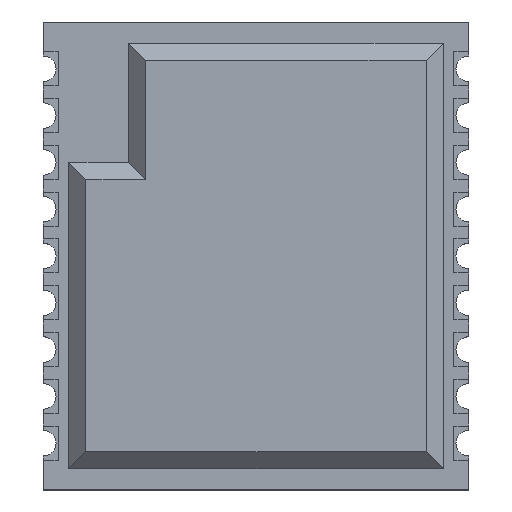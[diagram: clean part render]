
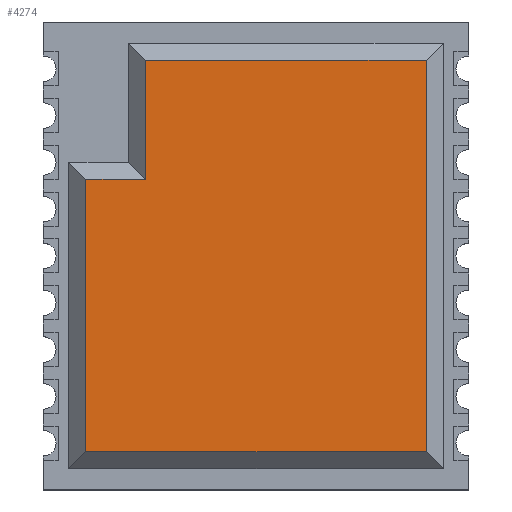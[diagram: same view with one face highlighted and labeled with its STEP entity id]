
A CAD part, top view. The second image highlights one B-rep face of the part: STEP entity #4274.
In plain terms, the highlighted planar face has unit normal (0, 0, 1).
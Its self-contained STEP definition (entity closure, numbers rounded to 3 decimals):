
#360=FACE_OUTER_BOUND('',#596,.T.);
#596=EDGE_LOOP('',(#3801,#3802,#3803,#3804,#3805,#3806));
#1117=LINE('',#6868,#1663);
#1121=LINE('',#6876,#1667);
#1124=LINE('',#6882,#1670);
#1127=LINE('',#6888,#1673);
#1131=LINE('',#6896,#1677);
#1134=LINE('',#6900,#1680);
#1663=VECTOR('',#5655,10.);
#1667=VECTOR('',#5661,10.);
#1670=VECTOR('',#5666,10.);
#1673=VECTOR('',#5671,10.);
#1677=VECTOR('',#5677,10.);
#1680=VECTOR('',#5682,10.);
#2061=VERTEX_POINT('',#6866);
#2062=VERTEX_POINT('',#6867);
#2065=VERTEX_POINT('',#6875);
#2067=VERTEX_POINT('',#6881);
#2069=VERTEX_POINT('',#6887);
#2072=VERTEX_POINT('',#6895);
#2631=EDGE_CURVE('',#2061,#2062,#1117,.T.);
#2635=EDGE_CURVE('',#2062,#2065,#1121,.T.);
#2638=EDGE_CURVE('',#2065,#2067,#1124,.T.);
#2641=EDGE_CURVE('',#2067,#2069,#1127,.T.);
#2645=EDGE_CURVE('',#2069,#2072,#1131,.T.);
#2648=EDGE_CURVE('',#2072,#2061,#1134,.T.);
#3801=ORIENTED_EDGE('',*,*,#2631,.F.);
#3802=ORIENTED_EDGE('',*,*,#2648,.F.);
#3803=ORIENTED_EDGE('',*,*,#2645,.F.);
#3804=ORIENTED_EDGE('',*,*,#2641,.F.);
#3805=ORIENTED_EDGE('',*,*,#2638,.F.);
#3806=ORIENTED_EDGE('',*,*,#2635,.F.);
#4038=PLANE('',#4604);
#4274=ADVANCED_FACE('',(#360),#4038,.T.);
#4604=AXIS2_PLACEMENT_3D('',#6915,#5696,#5697);
#5655=DIRECTION('',(-1.,0.,0.));
#5661=DIRECTION('',(0.,1.,0.));
#5666=DIRECTION('',(1.,0.,0.));
#5671=DIRECTION('',(0.,1.,0.));
#5677=DIRECTION('',(1.,0.,0.));
#5682=DIRECTION('',(0.,-1.,0.));
#5696=DIRECTION('center_axis',(0.,0.,1.));
#5697=DIRECTION('ref_axis',(1.,0.,0.));
#6866=CARTESIAN_POINT('',(9.,0.9,2.8));
#6867=CARTESIAN_POINT('',(1.,0.9,2.8));
#6868=CARTESIAN_POINT('',(2.8,0.9,2.8));
#6875=CARTESIAN_POINT('',(1.,7.3,2.8));
#6876=CARTESIAN_POINT('',(1.,6.6,2.8));
#6881=CARTESIAN_POINT('',(2.4,7.3,2.8));
#6882=CARTESIAN_POINT('',(3.5,7.3,2.8));
#6887=CARTESIAN_POINT('',(2.4,10.1,2.8));
#6888=CARTESIAN_POINT('',(2.4,8.,2.8));
#6895=CARTESIAN_POINT('',(9.,10.1,2.8));
#6896=CARTESIAN_POINT('',(7.2,10.1,2.8));
#6900=CARTESIAN_POINT('',(9.,3.,2.8));
#6915=CARTESIAN_POINT('Origin',(5.,5.5,2.8));
